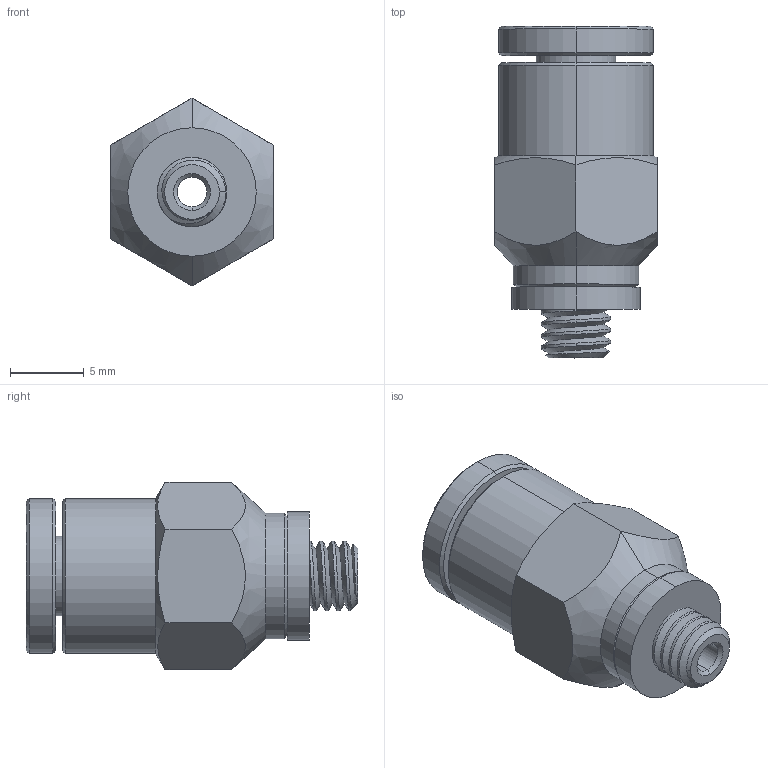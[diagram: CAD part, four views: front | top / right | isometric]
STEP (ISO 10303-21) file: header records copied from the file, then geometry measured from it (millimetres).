
FILE_DESCRIPTION (( 'STEP AP203' ), '1' );
FILE_NAME ('MCS1-8-10-32W.STEP', '2016-10-20T17:45:41', ( '' ), ( '' ), 'SwSTEP 2.0', 'SolidWorks 2016', '' );
FILE_SCHEMA (( 'CONFIG_CONTROL_DESIGN' ));
Length unit declared in the file: millimetre
Products named in the file (1): MCS1-8-10-32W
Bounding box: 11 x 22.47 x 12.7 mm (x, y, z)
Volume: 1403.6 mm3; surface area: 2416.3 mm2
Topology: 7 solids, 7 shells, 325 faces, 890 edges, 583 vertices
Faces by surface type: plane 108, cone 100, cylinder 73, bspline 44
Entity records: 37804 total; most frequent: CARTESIAN_POINT 30109, ORIENTED_EDGE 1780, DIRECTION 1363, EDGE_CURVE 890, VERTEX_POINT 583, AXIS2_PLACEMENT_3D 565, B_SPLINE_CURVE_WITH_KNOTS 374, EDGE_LOOP 343
